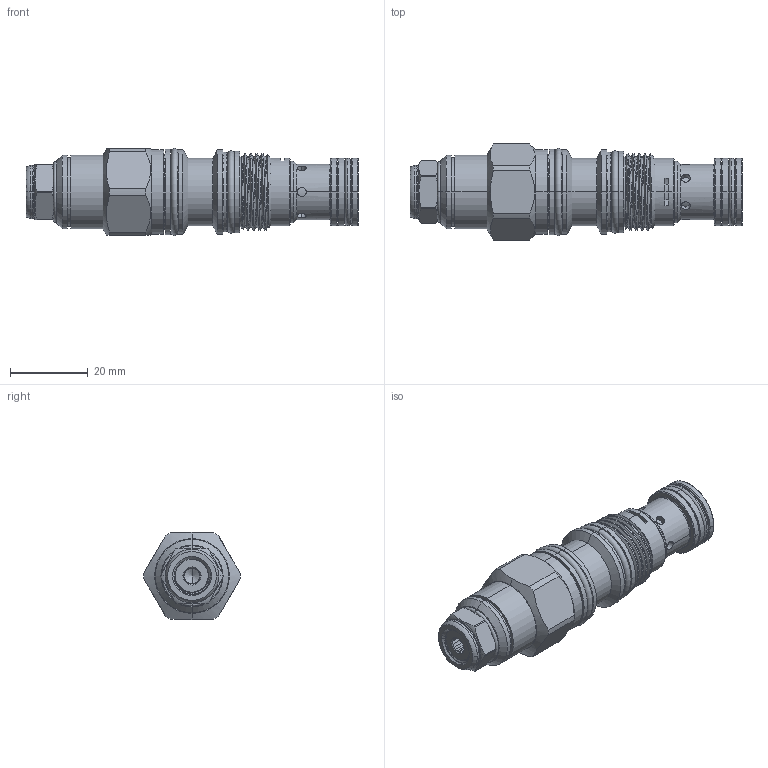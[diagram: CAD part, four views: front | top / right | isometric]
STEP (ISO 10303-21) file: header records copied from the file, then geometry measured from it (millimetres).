
FILE_DESCRIPTION (( 'STEP AP214' ), '1' );
FILE_NAME ('CA11A3D-30.STEP', '2016-04-12T08:08:31', ( '' ), ( '' ), 'SwSTEP 2.0', 'SolidWorks 2012', '' );
FILE_SCHEMA (( 'AUTOMOTIVE_DESIGN' ));
Length unit declared in the file: millimetre
Products named in the file (1): CA11A3D-30
Bounding box: 85.65 x 24.79 x 22.47 mm (x, y, z)
Volume: 23601.2 mm3; surface area: 8511.3 mm2
Topology: 3 solids, 4 shells, 287 faces, 678 edges, 421 vertices
Faces by surface type: cylinder 120, plane 65, torus 49, cone 45, bspline 8
Entity records: 15007 total; most frequent: CARTESIAN_POINT 8498, DIRECTION 1371, ORIENTED_EDGE 1352, EDGE_CURVE 676, AXIS2_PLACEMENT_3D 580, VERTEX_POINT 421, EDGE_LOOP 317, CIRCLE 300
